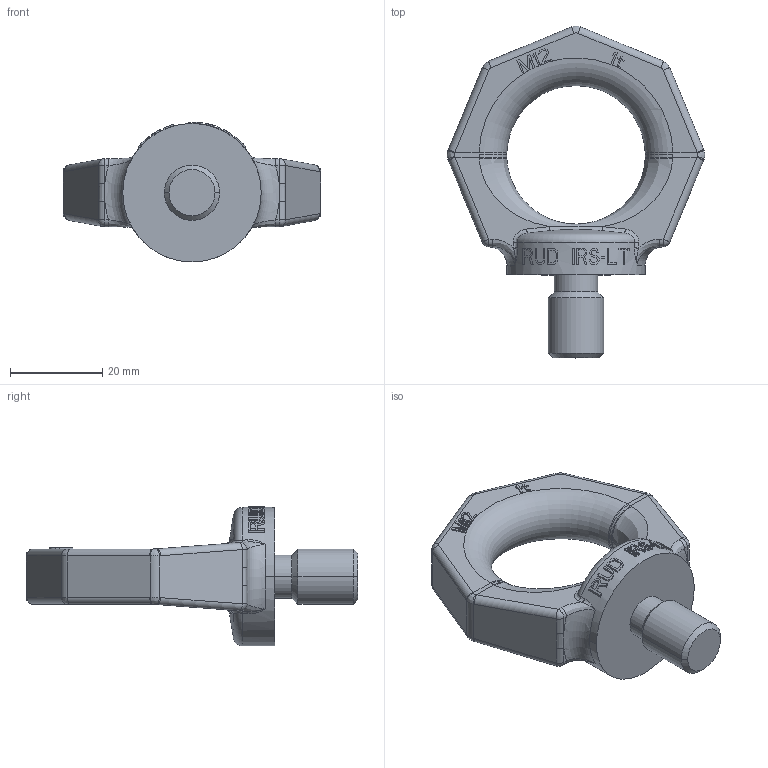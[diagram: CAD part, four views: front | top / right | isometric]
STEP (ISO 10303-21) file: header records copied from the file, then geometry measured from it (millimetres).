
FILE_DESCRIPTION((''),'2;1');
FILE_NAME('001-M35563-P-01_ASM','2018-04-06T',('Roland.Jakubetz'),(''),'PRO/ENGINEER BY PARAMETRIC TECHNOLOGY CORPORATION, 2011490','PRO/ENGINEER BY PARAMETRIC TECHNOLOGY CORPORATION, 2011490','');
FILE_SCHEMA(('CONFIG_CONTROL_DESIGN'));
Length unit declared in the file: millimetre
Products named in the file (3): 001-M35563-P-01; 001-M31073-Y02; 001-M35563-P-01_ASM
Assembly tree (2 placements, depth 2):
  001-M35563-P-01_ASM
    001-M35563-P-01
    001-M31073-Y02
Bounding box: 55.87 x 71.93 x 30.3 mm (x, y, z)
Volume: 23282.4 mm3; surface area: 7527.8 mm2
Topology: 2 solids, 2 shells, 405 faces, 1073 edges, 682 vertices
Faces by surface type: plane 284, bspline 56, cylinder 50, cone 6, torus 5, sphere 4
Entity records: 15028 total; most frequent: CARTESIAN_POINT 5607, ORIENTED_EDGE 2146, DIRECTION 1670, EDGE_CURVE 1073, VERTEX_POINT 682, AXIS2_PLACEMENT_3D 561, VECTOR 548, LINE 548
